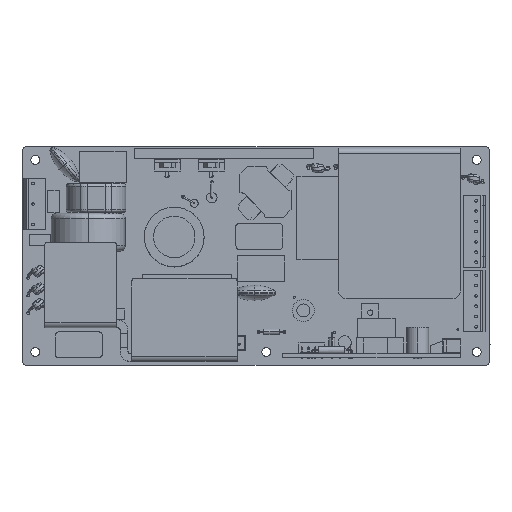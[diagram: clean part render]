
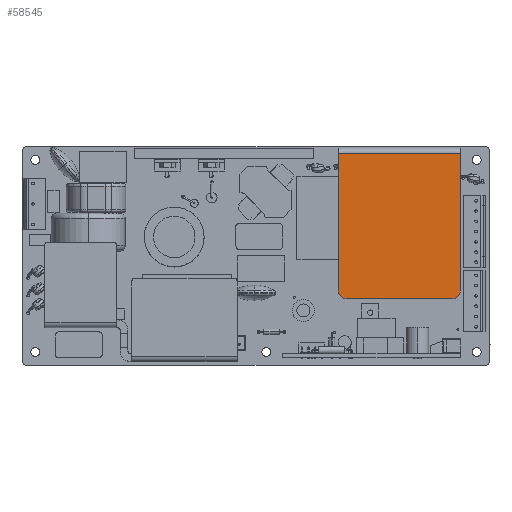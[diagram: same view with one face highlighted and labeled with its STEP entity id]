
A CAD part, top view. The second image highlights one B-rep face of the part: STEP entity #58545.
In plain terms, the highlighted face is planar.
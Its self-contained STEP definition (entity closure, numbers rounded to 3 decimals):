
#58358=CARTESIAN_POINT('',(-55.,20.5,0.));
#58359=DIRECTION('',(0.,0.,1.));
#58360=DIRECTION('',(0.,1.,0.));
#58361=AXIS2_PLACEMENT_3D('',#58358,#58359,#58360);
#58363=CARTESIAN_POINT('',(-55.,-20.5,0.));
#58364=DIRECTION('',(0.,0.,1.));
#58365=DIRECTION('',(-1.,0.,0.));
#58366=AXIS2_PLACEMENT_3D('',#58363,#58364,#58365);
#58368=DIRECTION('',(-1.,0.,0.));
#58369=VECTOR('',#58368,53.);
#58370=CARTESIAN_POINT('',(-2.,23.5,0.));
#58371=LINE('',#58370,#58369);
#58380=DIRECTION('',(0.,1.,0.));
#58381=VECTOR('',#58380,41.);
#58382=CARTESIAN_POINT('',(-58.,-20.5,0.));
#58383=LINE('',#58382,#58381);
#58424=DIRECTION('',(0.,-1.,0.));
#58425=VECTOR('',#58424,47.);
#58426=CARTESIAN_POINT('',(-2.,23.5,0.));
#58427=LINE('',#58426,#58425);
#58446=DIRECTION('',(-1.,0.,0.));
#58447=VECTOR('',#58446,53.);
#58448=CARTESIAN_POINT('',(-2.,-23.5,0.));
#58449=LINE('',#58448,#58447);
#58486=CARTESIAN_POINT('',(-55.,23.5,0.));
#58487=CARTESIAN_POINT('',(-58.,20.5,0.));
#58488=VERTEX_POINT('',#58486);
#58489=VERTEX_POINT('',#58487);
#58490=CARTESIAN_POINT('',(-58.,-20.5,0.));
#58491=VERTEX_POINT('',#58490);
#58492=CARTESIAN_POINT('',(-55.,-23.5,0.));
#58493=VERTEX_POINT('',#58492);
#58494=CARTESIAN_POINT('',(-2.,-23.5,0.));
#58495=VERTEX_POINT('',#58494);
#58496=CARTESIAN_POINT('',(-2.,23.5,0.));
#58497=VERTEX_POINT('',#58496);
#58526=CARTESIAN_POINT('',(0.,-23.5,0.));
#58527=DIRECTION('',(0.,0.,-1.));
#58528=DIRECTION('',(-1.,0.,0.));
#58529=AXIS2_PLACEMENT_3D('',#58526,#58527,#58528);
#58530=PLANE('',#58529);
#58532=ORIENTED_EDGE('',*,*,#58531,.T.);
#58534=ORIENTED_EDGE('',*,*,#58533,.F.);
#58536=ORIENTED_EDGE('',*,*,#58535,.T.);
#58538=ORIENTED_EDGE('',*,*,#58537,.F.);
#58540=ORIENTED_EDGE('',*,*,#58539,.F.);
#58542=ORIENTED_EDGE('',*,*,#58541,.T.);
#58543=EDGE_LOOP('',(#58532,#58534,#58536,#58538,#58540,#58542));
#58544=FACE_OUTER_BOUND('',#58543,.F.);
#58362=CIRCLE('',#58361,3.);
#58367=CIRCLE('',#58366,3.);
#58531=EDGE_CURVE('',#58488,#58489,#58362,.T.);
#58533=EDGE_CURVE('',#58491,#58489,#58383,.T.);
#58535=EDGE_CURVE('',#58491,#58493,#58367,.T.);
#58537=EDGE_CURVE('',#58495,#58493,#58449,.T.);
#58539=EDGE_CURVE('',#58497,#58495,#58427,.T.);
#58541=EDGE_CURVE('',#58497,#58488,#58371,.T.);
#58545=ADVANCED_FACE('',(#58544),#58530,.T.);
